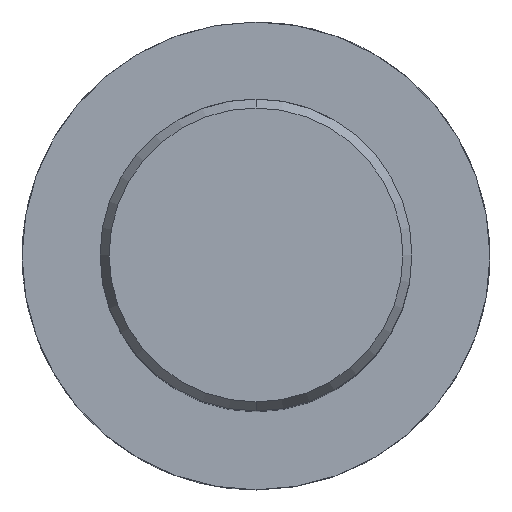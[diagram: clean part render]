
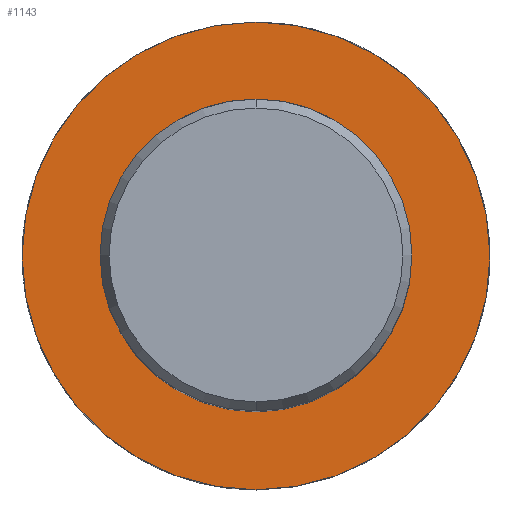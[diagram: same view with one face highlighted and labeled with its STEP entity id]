
A CAD part, top view. The second image highlights one B-rep face of the part: STEP entity #1143.
In plain terms, the highlighted planar face has unit normal (0, 0, 1).
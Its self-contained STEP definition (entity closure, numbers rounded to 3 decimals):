
#557=VERTEX_POINT('',#1376);
#751=EDGE_CURVE('',#801,#1161,#1586,.T.);
#801=VERTEX_POINT('',#1642);
#921=EDGE_CURVE('',#557,#1039,#1778,.T.);
#1039=VERTEX_POINT('',#1904);
#1043=EDGE_CURVE('',#1161,#801,#1909,.T.);
#1053=EDGE_CURVE('',#1039,#557,#1919,.T.);
#1143=ADVANCED_FACE('',(#2013,#2014),#2015,.T.);
#1161=VERTEX_POINT('',#2037);
#1376=CARTESIAN_POINT('',(0.0,30.0,-70.0));
#1586=CIRCLE('',#3609,20.0);
#1642=CARTESIAN_POINT('',(0.,-20.0,-70.0));
#1778=CIRCLE('',#4387,30.0);
#1904=CARTESIAN_POINT('',(0.,-30.0,-70.0));
#1909=CIRCLE('',#4683,20.0);
#1919=CIRCLE('',#4705,30.0);
#2013=FACE_BOUND('',#4900,.T.);
#2014=FACE_OUTER_BOUND('',#4901,.T.);
#2015=PLANE('',#4902);
#2037=CARTESIAN_POINT('',(0.0,20.0,-70.0));
#3609=AXIS2_PLACEMENT_3D('',#5489,#5490,#5491);
#4387=AXIS2_PLACEMENT_3D('',#5743,#5744,#5745);
#4683=AXIS2_PLACEMENT_3D('',#5855,#5856,#5857);
#4705=AXIS2_PLACEMENT_3D('',#5862,#5863,#5864);
#4900=EDGE_LOOP('',(#5952,#5953));
#4901=EDGE_LOOP('',(#5954,#5955));
#4902=AXIS2_PLACEMENT_3D('',#5956,#5957,#5958);
#5489=CARTESIAN_POINT('',(0.0,0.0,-70.0));
#5490=DIRECTION('',(-0.0,0.0,-1.0));
#5491=DIRECTION('',(0.0,1.0,0.0));
#5743=CARTESIAN_POINT('',(0.0,0.0,-70.0));
#5744=DIRECTION('',(0.0,0.0,-1.0));
#5745=DIRECTION('',(0.0,1.0,0.0));
#5855=CARTESIAN_POINT('',(0.0,0.0,-70.0));
#5856=DIRECTION('',(-0.0,0.0,-1.0));
#5857=DIRECTION('',(0.0,1.0,0.0));
#5862=CARTESIAN_POINT('',(0.0,0.0,-70.0));
#5863=DIRECTION('',(0.0,0.0,-1.0));
#5864=DIRECTION('',(0.0,1.0,0.0));
#5952=ORIENTED_EDGE('',*,*,#1043,.T.);
#5953=ORIENTED_EDGE('',*,*,#751,.T.);
#5954=ORIENTED_EDGE('',*,*,#921,.F.);
#5955=ORIENTED_EDGE('',*,*,#1053,.F.);
#5956=CARTESIAN_POINT('',(0.0,15.0,-70.0));
#5957=DIRECTION('',(-0.0,0.0,1.0));
#5958=DIRECTION('',(0.0,-1.0,0.0));
